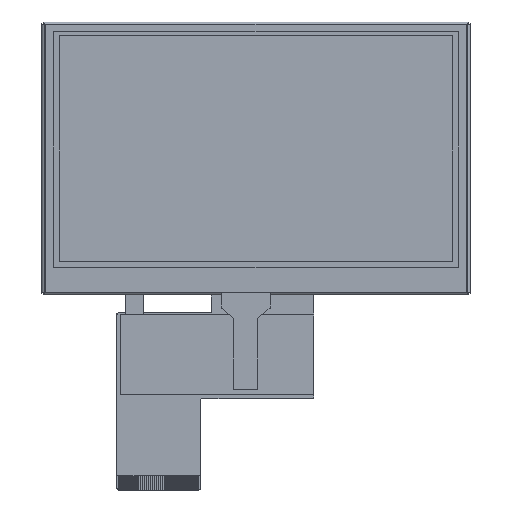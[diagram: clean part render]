
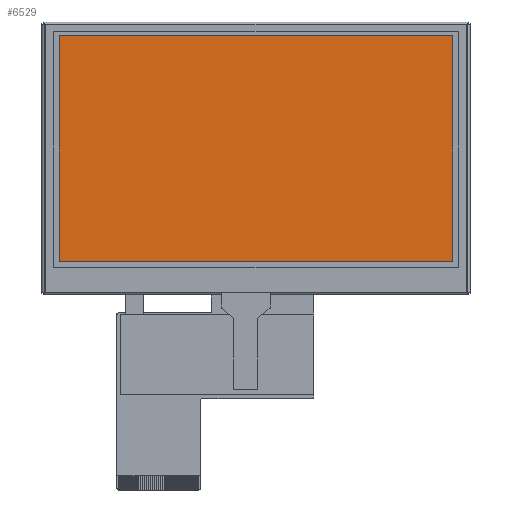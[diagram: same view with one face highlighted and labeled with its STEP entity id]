
A CAD part, top view. The second image highlights one B-rep face of the part: STEP entity #6529.
In plain terms, the highlighted planar face has unit normal (0, 0, 1).
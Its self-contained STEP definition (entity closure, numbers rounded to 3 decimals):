
#69=PLANE('',#6911);
#381=FACE_OUTER_BOUND('',#730,.T.);
#730=EDGE_LOOP('',(#4575,#4576,#4577,#4578));
#1102=LINE('',#9039,#1995);
#1103=LINE('',#9041,#1996);
#1104=LINE('',#9043,#1997);
#1105=LINE('',#9044,#1998);
#1995=VECTOR('',#7347,10.);
#1996=VECTOR('',#7348,10.);
#1997=VECTOR('',#7349,10.);
#1998=VECTOR('',#7350,10.);
#2946=VERTEX_POINT('',#9037);
#2947=VERTEX_POINT('',#9038);
#2948=VERTEX_POINT('',#9040);
#2949=VERTEX_POINT('',#9042);
#3583=EDGE_CURVE('',#2946,#2947,#1102,.T.);
#3584=EDGE_CURVE('',#2947,#2948,#1103,.T.);
#3585=EDGE_CURVE('',#2948,#2949,#1104,.T.);
#3586=EDGE_CURVE('',#2949,#2946,#1105,.T.);
#4575=ORIENTED_EDGE('',*,*,#3583,.T.);
#4576=ORIENTED_EDGE('',*,*,#3584,.T.);
#4577=ORIENTED_EDGE('',*,*,#3585,.T.);
#4578=ORIENTED_EDGE('',*,*,#3586,.T.);
#6529=ADVANCED_FACE('',(#381),#69,.T.);
#6911=AXIS2_PLACEMENT_3D('',#9036,#7345,#7346);
#7345=DIRECTION('center_axis',(0.,0.,1.));
#7346=DIRECTION('ref_axis',(1.,0.,0.));
#7347=DIRECTION('',(0.,1.,0.));
#7348=DIRECTION('',(-1.,0.,0.));
#7349=DIRECTION('',(0.,-1.,0.));
#7350=DIRECTION('',(1.,0.,0.));
#9036=CARTESIAN_POINT('Origin',(-51.65,-35.372,0.));
#9037=CARTESIAN_POINT('',(48.35,-27.672,0.));
#9038=CARTESIAN_POINT('',(48.35,27.828,0.));
#9039=CARTESIAN_POINT('',(48.35,-31.522,0.));
#9040=CARTESIAN_POINT('',(-48.35,27.828,0.));
#9041=CARTESIAN_POINT('',(-1.65,27.828,0.));
#9042=CARTESIAN_POINT('',(-48.35,-27.672,0.));
#9043=CARTESIAN_POINT('',(-48.35,-3.772,0.));
#9044=CARTESIAN_POINT('',(-50.,-27.672,0.));
